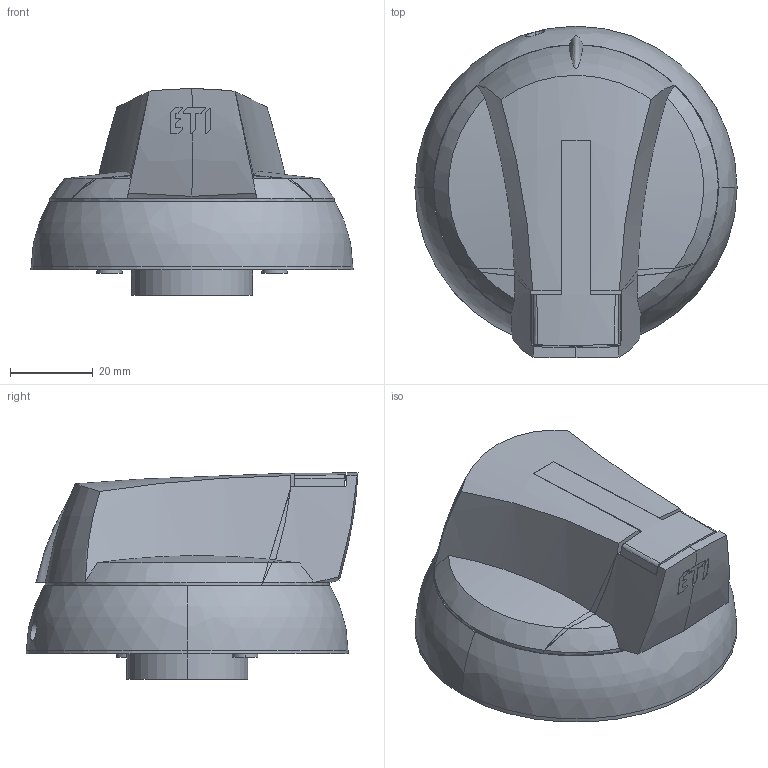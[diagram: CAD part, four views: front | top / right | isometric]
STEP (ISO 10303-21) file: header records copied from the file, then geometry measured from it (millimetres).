
FILE_DESCRIPTION((''),'2;1');
FILE_NAME('004661417_CLBS-EH125-01G_ASM','2021-10-01T',('marketing.praksa'),('Audax d.o.o.'),'CREO PARAMETRIC BY PTC INC, 2017480','CREO PARAMETRIC BY PTC INC, 2017480','');
FILE_SCHEMA(('AUTOMOTIVE_DESIGN { 1 0 10303 214 1 1 1 1 }'));
Products named in the file (9): X1_1_1; PRT7104_1_1; X-BOTTOM_1_1; PRT7105_1_1_1; PRT7105_1_2_1; PRT7105_1_3_1; PRT7105_1_ASM_1_ASM; BLUEHAT-V1_1; 004661417_CLBS-EH125-01G_ASM
Assembly tree (8 placements, depth 3):
  004661417_CLBS-EH125-01G_ASM
    X1_1_1
    PRT7104_1_1
    X-BOTTOM_1_1
    PRT7105_1_ASM_1_ASM
      PRT7105_1_1_1
      PRT7105_1_2_1
      PRT7105_1_3_1
    BLUEHAT-V1_1
Bounding box: 77.98 x 80.32 x 50.01 mm (x, y, z)
Volume: 133698.7 mm3; surface area: 38899.4 mm2
Topology: 7 solids, 7 shells, 259 faces, 714 edges, 483 vertices
Faces by surface type: plane 130, cylinder 83, bspline 23, cone 16, sphere 6, extrusion 1
Entity records: 12729 total; most frequent: CARTESIAN_POINT 3103, ORIENTED_EDGE 1428, DIRECTION 1187, PRESENTATION_STYLE_ASSIGNMENT 731, STYLED_ITEM 731, CURVE_STYLE 714, EDGE_CURVE 714, VERTEX_POINT 483
